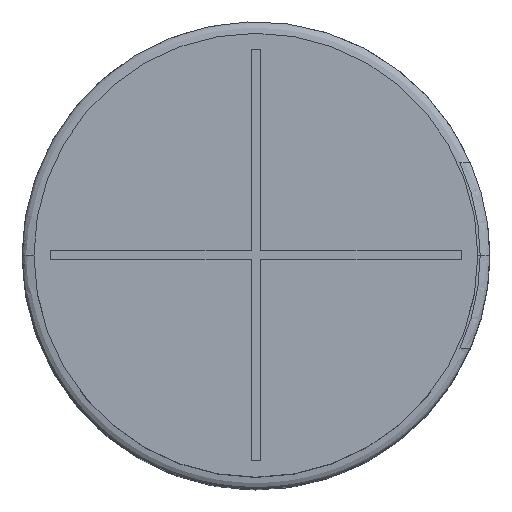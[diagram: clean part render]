
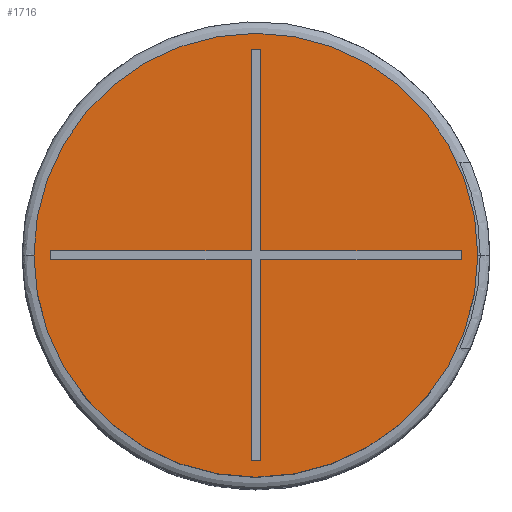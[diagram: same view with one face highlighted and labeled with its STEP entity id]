
A CAD part, top view. The second image highlights one B-rep face of the part: STEP entity #1716.
In plain terms, the highlighted planar face has unit normal (0, 0, 1).
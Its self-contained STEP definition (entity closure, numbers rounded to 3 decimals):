
#155=FACE_BOUND('',#325,.T.);
#167=PLANE('',#1832);
#225=FACE_OUTER_BOUND('',#324,.T.);
#324=EDGE_LOOP('',(#1191));
#325=EDGE_LOOP('',(#1192,#1193,#1194,#1195,#1196,#1197,#1198,#1199,#1200,
#1201,#1202,#1203));
#435=LINE('',#2475,#576);
#436=LINE('',#2477,#577);
#437=LINE('',#2479,#578);
#438=LINE('',#2481,#579);
#439=LINE('',#2483,#580);
#440=LINE('',#2485,#581);
#441=LINE('',#2487,#582);
#442=LINE('',#2489,#583);
#443=LINE('',#2491,#584);
#444=LINE('',#2493,#585);
#445=LINE('',#2495,#586);
#446=LINE('',#2496,#587);
#576=VECTOR('',#2005,10.);
#577=VECTOR('',#2006,10.);
#578=VECTOR('',#2007,10.);
#579=VECTOR('',#2008,10.);
#580=VECTOR('',#2009,10.);
#581=VECTOR('',#2010,10.);
#582=VECTOR('',#2011,10.);
#583=VECTOR('',#2012,10.);
#584=VECTOR('',#2013,10.);
#585=VECTOR('',#2014,10.);
#586=VECTOR('',#2015,10.);
#587=VECTOR('',#2016,10.);
#716=CIRCLE('',#1829,16.625);
#763=VERTEX_POINT('',#2465);
#766=VERTEX_POINT('',#2473);
#767=VERTEX_POINT('',#2474);
#768=VERTEX_POINT('',#2476);
#769=VERTEX_POINT('',#2478);
#770=VERTEX_POINT('',#2480);
#771=VERTEX_POINT('',#2482);
#772=VERTEX_POINT('',#2484);
#773=VERTEX_POINT('',#2486);
#774=VERTEX_POINT('',#2488);
#775=VERTEX_POINT('',#2490);
#776=VERTEX_POINT('',#2492);
#777=VERTEX_POINT('',#2494);
#932=EDGE_CURVE('',#763,#763,#716,.T.);
#936=EDGE_CURVE('',#766,#767,#435,.T.);
#937=EDGE_CURVE('',#767,#768,#436,.T.);
#938=EDGE_CURVE('',#768,#769,#437,.T.);
#939=EDGE_CURVE('',#769,#770,#438,.T.);
#940=EDGE_CURVE('',#770,#771,#439,.T.);
#941=EDGE_CURVE('',#771,#772,#440,.T.);
#942=EDGE_CURVE('',#772,#773,#441,.T.);
#943=EDGE_CURVE('',#773,#774,#442,.T.);
#944=EDGE_CURVE('',#774,#775,#443,.T.);
#945=EDGE_CURVE('',#775,#776,#444,.T.);
#946=EDGE_CURVE('',#776,#777,#445,.T.);
#947=EDGE_CURVE('',#777,#766,#446,.T.);
#1191=ORIENTED_EDGE('',*,*,#932,.T.);
#1192=ORIENTED_EDGE('',*,*,#936,.T.);
#1193=ORIENTED_EDGE('',*,*,#937,.T.);
#1194=ORIENTED_EDGE('',*,*,#938,.T.);
#1195=ORIENTED_EDGE('',*,*,#939,.T.);
#1196=ORIENTED_EDGE('',*,*,#940,.T.);
#1197=ORIENTED_EDGE('',*,*,#941,.T.);
#1198=ORIENTED_EDGE('',*,*,#942,.T.);
#1199=ORIENTED_EDGE('',*,*,#943,.T.);
#1200=ORIENTED_EDGE('',*,*,#944,.T.);
#1201=ORIENTED_EDGE('',*,*,#945,.T.);
#1202=ORIENTED_EDGE('',*,*,#946,.T.);
#1203=ORIENTED_EDGE('',*,*,#947,.T.);
#1716=ADVANCED_FACE('',(#225,#155),#167,.T.);
#1829=AXIS2_PLACEMENT_3D('',#2466,#1996,#1997);
#1832=AXIS2_PLACEMENT_3D('',#2472,#2003,#2004);
#1996=DIRECTION('center_axis',(0.,0.,1.));
#1997=DIRECTION('ref_axis',(1.,0.,0.));
#2003=DIRECTION('center_axis',(0.,0.,1.));
#2004=DIRECTION('ref_axis',(-1.,0.,0.));
#2005=DIRECTION('',(0.,-1.,0.));
#2006=DIRECTION('',(1.,0.,0.));
#2007=DIRECTION('',(0.,-1.,0.));
#2008=DIRECTION('',(-1.,0.,0.));
#2009=DIRECTION('',(0.,-1.,0.));
#2010=DIRECTION('',(-1.,0.,0.));
#2011=DIRECTION('',(0.,1.,0.));
#2012=DIRECTION('',(-1.,0.,0.));
#2013=DIRECTION('',(0.,1.,0.));
#2014=DIRECTION('',(1.,0.,0.));
#2015=DIRECTION('',(0.,1.,0.));
#2016=DIRECTION('',(1.,0.,0.));
#2465=CARTESIAN_POINT('',(-16.627,0.,47.489));
#2466=CARTESIAN_POINT('Origin',(-0.002,0.,
47.489));
#2472=CARTESIAN_POINT('Origin',(0.,0.,47.489));
#2473=CARTESIAN_POINT('',(0.348,15.4,47.489));
#2474=CARTESIAN_POINT('',(0.348,0.35,47.489));
#2475=CARTESIAN_POINT('',(0.348,15.4,47.489));
#2476=CARTESIAN_POINT('',(15.398,0.35,47.489));
#2477=CARTESIAN_POINT('',(0.348,0.35,47.489));
#2478=CARTESIAN_POINT('',(15.398,-0.35,47.489));
#2479=CARTESIAN_POINT('',(15.398,0.35,47.489));
#2480=CARTESIAN_POINT('',(0.348,-0.35,47.489));
#2481=CARTESIAN_POINT('',(15.398,-0.35,47.489));
#2482=CARTESIAN_POINT('',(0.348,-15.4,47.489));
#2483=CARTESIAN_POINT('',(0.348,-0.35,47.489));
#2484=CARTESIAN_POINT('',(-0.352,-15.4,47.489));
#2485=CARTESIAN_POINT('',(0.348,-15.4,47.489));
#2486=CARTESIAN_POINT('',(-0.352,-0.35,47.489));
#2487=CARTESIAN_POINT('',(-0.352,-15.4,47.489));
#2488=CARTESIAN_POINT('',(-15.402,-0.35,47.489));
#2489=CARTESIAN_POINT('',(-0.352,-0.35,47.489));
#2490=CARTESIAN_POINT('',(-15.402,0.35,47.489));
#2491=CARTESIAN_POINT('',(-15.402,-0.35,47.489));
#2492=CARTESIAN_POINT('',(-0.352,0.35,47.489));
#2493=CARTESIAN_POINT('',(-15.402,0.35,47.489));
#2494=CARTESIAN_POINT('',(-0.352,15.4,47.489));
#2495=CARTESIAN_POINT('',(-0.352,0.35,47.489));
#2496=CARTESIAN_POINT('',(-0.352,15.4,47.489));
